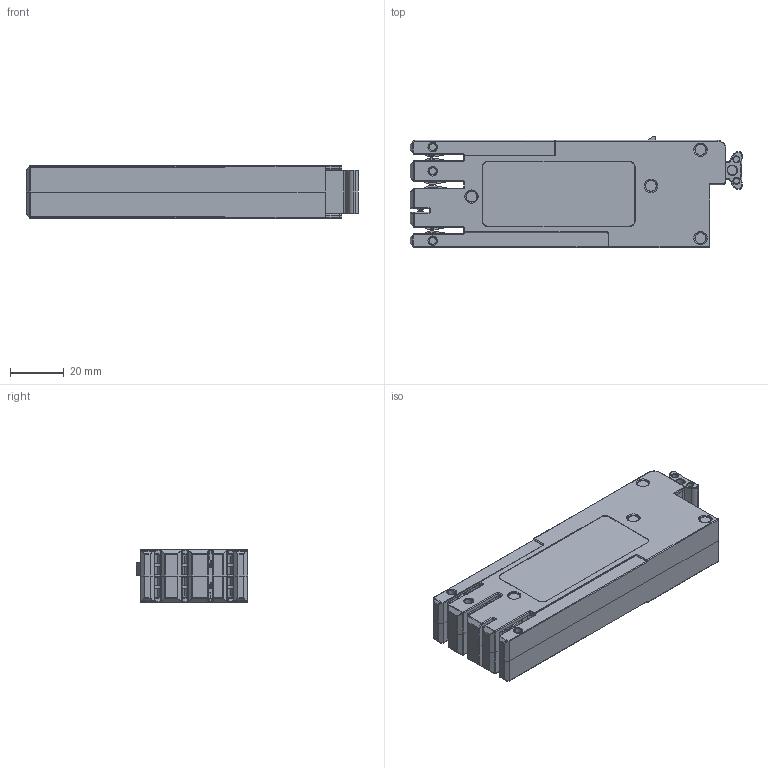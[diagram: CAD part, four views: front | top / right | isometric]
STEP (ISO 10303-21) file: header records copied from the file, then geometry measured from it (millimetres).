
FILE_DESCRIPTION((''),'2;1');
FILE_NAME('2299U1691WG_ASM','2024-07-18T14:33:25',('dywangh1'),(''),'CREO PARAMETRIC BY PTC INC, 2020044','CREO PARAMETRIC BY PTC INC, 2020044','');
FILE_SCHEMA(('CONFIG_CONTROL_DESIGN','SHAPE_APPEARANCE_LAYERS_GROUPS'));
Products named in the file (14): 8022U1625; 8315U1606; 8253U1602; 8271U1601; 8ZTD_967_199V; 8967B1613_AF0; 8967B1613_AF1; 8967B1613_AF2; 8235U1611; 8599U1621; 8ZTD_110_043; 5599U1624G_ASM; 8ZTD_110_046; 2299U1691WG_ASM
Assembly tree (19 placements, depth 3):
  2299U1691WG_ASM
    8022U1625
    8315U1606
    8253U1602
    8271U1601
    8ZTD_967_199V  x4
    8967B1613_AF0
    8967B1613_AF1
    8967B1613_AF2
    8235U1611
    5599U1624G_ASM
      8599U1621
      8ZTD_110_043  x2
    8ZTD_110_046  x3
Bounding box: 124 x 41.5 x 19.6 mm (x, y, z)
Volume: 26109.3 mm3; surface area: 42474.1 mm2
Topology: 18 solids, 18 shells, 1842 faces, 4871 edges, 3103 vertices
Faces by surface type: plane 926, cylinder 676, torus 135, sphere 64, cone 41
Entity records: 70593 total; most frequent: CARTESIAN_POINT 8256, DIRECTION 7988, ORIENTED_EDGE 7618, PRESENTATION_STYLE_ASSIGNMENT 4906, EDGE_CURVE 3809, STYLED_ITEM 3774, CURVE_STYLE 3733, AXIS2_PLACEMENT_3D 2741
